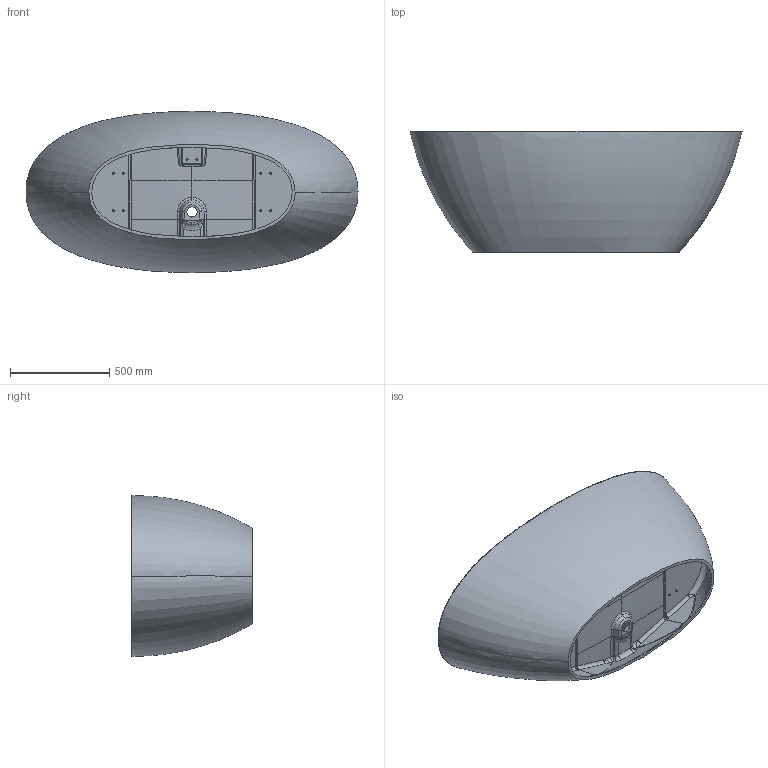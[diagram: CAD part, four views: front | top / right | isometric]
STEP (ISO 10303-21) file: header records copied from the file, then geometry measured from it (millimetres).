
FILE_DESCRIPTION (( 'STEP AP203' ), '1' );
FILE_NAME ('F0081171.step', '2022-03-15T12:41:13', ( '' ), ( '' ), 'SwSTEP 2.0', 'SolidWorks 2021', '' );
FILE_SCHEMA (( 'CONFIG_CONTROL_DESIGN' ));
Length unit declared in the file: millimetre
Products named in the file (1): F0081171
Bounding box: 1674.68 x 610 x 812.96 mm (x, y, z)
Volume: 68705582.3 mm3; surface area: 5572712 mm2
Topology: 1 solids, 1 shells, 253 faces, 629 edges, 369 vertices
Faces by surface type: bspline 124, cylinder 57, plane 50, cone 12, torus 10
Entity records: 53971 total; most frequent: CARTESIAN_POINT 49014, ORIENTED_EDGE 1222, DIRECTION 723, EDGE_CURVE 611, VERTEX_POINT 369, B_SPLINE_CURVE_WITH_KNOTS 305, AXIS2_PLACEMENT_3D 299, EDGE_LOOP 266
